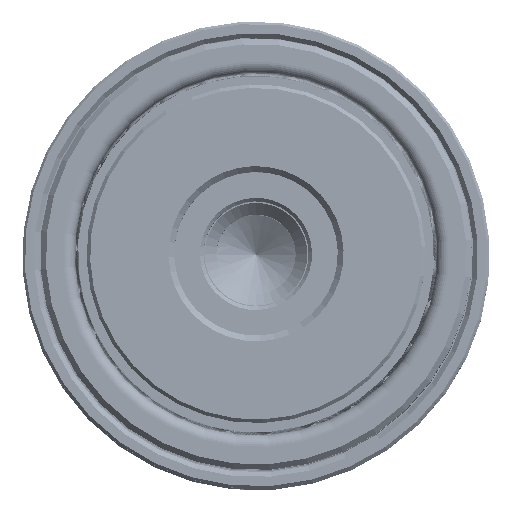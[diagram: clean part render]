
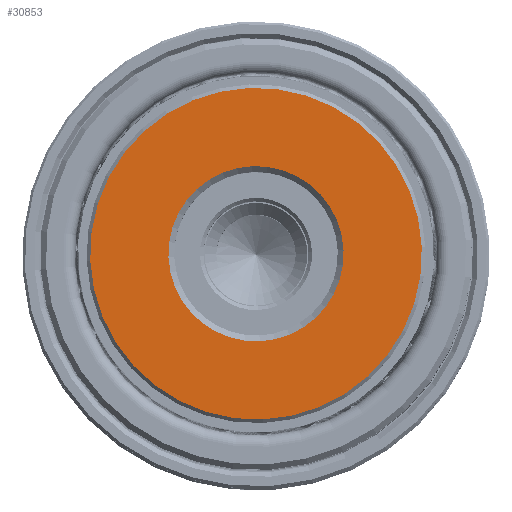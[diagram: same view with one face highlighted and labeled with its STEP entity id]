
A CAD part, top view. The second image highlights one B-rep face of the part: STEP entity #30853.
In plain terms, the highlighted face is planar.
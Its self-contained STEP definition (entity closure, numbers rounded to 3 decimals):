
#1854 = ORIENTED_EDGE ( 'NONE', *, *, #3629, .T. ) ;
#2468 = CARTESIAN_POINT ( 'NONE',  ( 7.5, 0., 0. ) ) ;
#2555 = VERTEX_POINT ( 'NONE', #30980 ) ;
#2590 = DIRECTION ( 'NONE',  ( 0., 0., 1. ) ) ;
#2624 = EDGE_CURVE ( 'NONE', #8664, #2555, #17703, .T. ) ;
#2884 = EDGE_CURVE ( 'NONE', #2555, #8664, #4972, .T. ) ;
#3344 = DIRECTION ( 'NONE',  ( 0., 0., -1. ) ) ;
#3629 = EDGE_CURVE ( 'NONE', #43049, #10027, #6599, .T. ) ;
#4972 = CIRCLE ( 'NONE', #16811, 7.5 ) ;
#5098 = ORIENTED_EDGE ( 'NONE', *, *, #2624, .T. ) ;
#6286 = FACE_OUTER_BOUND ( 'NONE', #37839, .T. ) ;
#6599 = CIRCLE ( 'NONE', #20691, 14.2 ) ;
#8664 = VERTEX_POINT ( 'NONE', #2468 ) ;
#9437 = DIRECTION ( 'NONE',  ( 0., 0., 1. ) ) ;
#10027 = VERTEX_POINT ( 'NONE', #35804 ) ;
#12878 = AXIS2_PLACEMENT_3D ( 'NONE', #18179, #42863, #21747 ) ;
#13337 = CIRCLE ( 'NONE', #12878, 14.2 ) ;
#13574 = DIRECTION ( 'NONE',  ( 0., 0., 1. ) ) ;
#14134 = EDGE_CURVE ( 'NONE', #10027, #43049, #13337, .T. ) ;
#16362 = ORIENTED_EDGE ( 'NONE', *, *, #14134, .T. ) ;
#16811 = AXIS2_PLACEMENT_3D ( 'NONE', #30576, #9437, #34117 ) ;
#17703 = CIRCLE ( 'NONE', #36607, 7.5 ) ;
#18179 = CARTESIAN_POINT ( 'NONE',  ( 0., 0., 0. ) ) ;
#20202 = PLANE ( 'NONE',  #42328 ) ;
#20691 = AXIS2_PLACEMENT_3D ( 'NONE', #21149, #3344, #24679 ) ;
#21149 = CARTESIAN_POINT ( 'NONE',  ( 0., 0., 0. ) ) ;
#21747 = DIRECTION ( 'NONE',  ( 1., 0., 0. ) ) ;
#24679 = DIRECTION ( 'NONE',  ( 1., 0., 0. ) ) ;
#25348 = CARTESIAN_POINT ( 'NONE',  ( -14.2, 0., 0. ) ) ;
#27271 = DIRECTION ( 'NONE',  ( 1., 0., 0. ) ) ;
#30576 = CARTESIAN_POINT ( 'NONE',  ( 0., 0., 0. ) ) ;
#30853 = ADVANCED_FACE ( 'NONE', ( #6286, #34439 ), #20202, .F. ) ;
#30888 = ORIENTED_EDGE ( 'NONE', *, *, #2884, .T. ) ;
#30980 = CARTESIAN_POINT ( 'NONE',  ( -7.5, 0., 0. ) ) ;
#34117 = DIRECTION ( 'NONE',  ( 1., 0., 0. ) ) ;
#34327 = EDGE_LOOP ( 'NONE', ( #30888, #5098 ) ) ;
#34439 = FACE_BOUND ( 'NONE', #34327, .T. ) ;
#34683 = CARTESIAN_POINT ( 'NONE',  ( 0., 0., 0. ) ) ;
#35804 = CARTESIAN_POINT ( 'NONE',  ( 14.2, 0., 0. ) ) ;
#36607 = AXIS2_PLACEMENT_3D ( 'NONE', #34683, #13574, #38239 ) ;
#37839 = EDGE_LOOP ( 'NONE', ( #16362, #1854 ) ) ;
#38239 = DIRECTION ( 'NONE',  ( 1., 0., 0. ) ) ;
#42328 = AXIS2_PLACEMENT_3D ( 'NONE', #44891, #2590, #27271 ) ;
#42863 = DIRECTION ( 'NONE',  ( 0., 0., -1. ) ) ;
#43049 = VERTEX_POINT ( 'NONE', #25348 ) ;
#44891 = CARTESIAN_POINT ( 'NONE',  ( 0., 0., 0. ) ) ;
